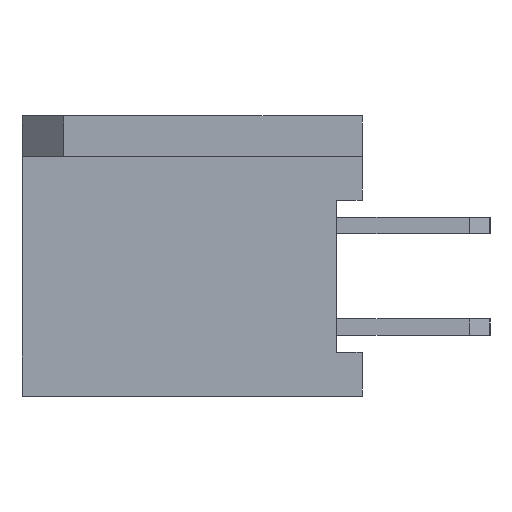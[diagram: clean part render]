
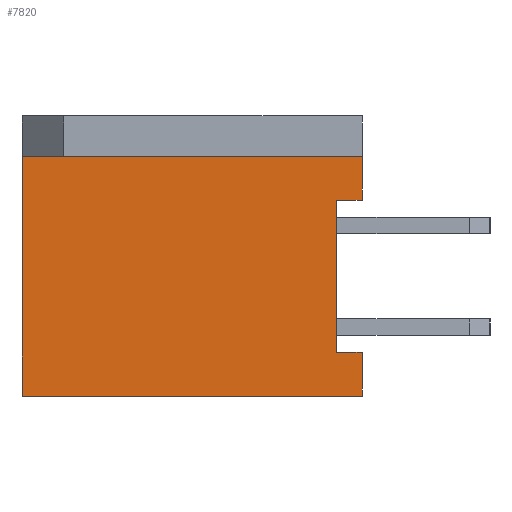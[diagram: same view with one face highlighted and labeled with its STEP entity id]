
A CAD part, left-side view. The second image highlights one B-rep face of the part: STEP entity #7820.
In plain terms, the highlighted planar face has unit normal (-1, 0, 0).
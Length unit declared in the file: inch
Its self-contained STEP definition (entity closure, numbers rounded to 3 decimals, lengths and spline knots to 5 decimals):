
#55 = VERTEX_POINT ( 'NONE', #2602 ) ;
#515 = CARTESIAN_POINT ( 'NONE',  ( -1.1, 0.025, 0.075 ) ) ;
#843 = VERTEX_POINT ( 'NONE', #9854 ) ;
#872 = ORIENTED_EDGE ( 'NONE', *, *, #1270, .F. ) ;
#1112 = LINE ( 'NONE', #11557, #11467 ) ;
#1124 = ORIENTED_EDGE ( 'NONE', *, *, #7054, .T. ) ;
#1173 = VECTOR ( 'NONE', #2924, 39.37008 ) ;
#1270 = EDGE_CURVE ( 'NONE', #55, #2509, #1112, .T. ) ;
#1347 = VECTOR ( 'NONE', #2370, 39.37008 ) ;
#2311 = LINE ( 'NONE', #11920, #4634 ) ;
#2370 = DIRECTION ( 'NONE',  ( 0., 0., 1. ) ) ;
#2381 = AXIS2_PLACEMENT_3D ( 'NONE', #7624, #9585, #4670 ) ;
#2509 = VERTEX_POINT ( 'NONE', #8328 ) ;
#2602 = CARTESIAN_POINT ( 'NONE',  ( -1.1, 0.335, 0.118 ) ) ;
#2734 = VERTEX_POINT ( 'NONE', #3144 ) ;
#2924 = DIRECTION ( 'NONE',  ( 0., 0., 1. ) ) ;
#2937 = DIRECTION ( 'NONE',  ( 0., -1., 0. ) ) ;
#2952 = PLANE ( 'NONE',  #2381 ) ;
#3041 = LINE ( 'NONE', #4819, #1173 ) ;
#3106 = LINE ( 'NONE', #9868, #1347 ) ;
#3144 = CARTESIAN_POINT ( 'NONE',  ( -1.1, 0., -0.075 ) ) ;
#3178 = DIRECTION ( 'NONE',  ( 0., 0., 1. ) ) ;
#3313 = ORIENTED_EDGE ( 'NONE', *, *, #10463, .T. ) ;
#3430 = CARTESIAN_POINT ( 'NONE',  ( -1.1, 0.335, 0.118 ) ) ;
#3552 = CARTESIAN_POINT ( 'NONE',  ( -1.1, 0.025, 0.075 ) ) ;
#3673 = DIRECTION ( 'NONE',  ( 0., -1., 0. ) ) ;
#4634 = VECTOR ( 'NONE', #3178, 39.37008 ) ;
#4670 = DIRECTION ( 'NONE',  ( 0., 0., -1. ) ) ;
#4785 = CARTESIAN_POINT ( 'NONE',  ( -1.1, 0., 0.075 ) ) ;
#4819 = CARTESIAN_POINT ( 'NONE',  ( -1.1, 0.025, -0.075 ) ) ;
#4851 = DIRECTION ( 'NONE',  ( 0., 1., 0. ) ) ;
#5205 = EDGE_CURVE ( 'NONE', #12142, #10573, #8233, .T. ) ;
#5454 = EDGE_CURVE ( 'NONE', #2734, #843, #7573, .T. ) ;
#5756 = ORIENTED_EDGE ( 'NONE', *, *, #5454, .T. ) ;
#5828 = ORIENTED_EDGE ( 'NONE', *, *, #5205, .T. ) ;
#6074 = CARTESIAN_POINT ( 'NONE',  ( -1.1, 0.335, -0.118 ) ) ;
#6212 = DIRECTION ( 'NONE',  ( 0., 0., 1. ) ) ;
#6274 = LINE ( 'NONE', #3430, #10044 ) ;
#6829 = EDGE_CURVE ( 'NONE', #843, #12142, #3041, .T. ) ;
#7054 = EDGE_CURVE ( 'NONE', #7145, #2734, #3106, .T. ) ;
#7145 = VERTEX_POINT ( 'NONE', #7515 ) ;
#7504 = CARTESIAN_POINT ( 'NONE',  ( -1.1, 0.335, -0.118 ) ) ;
#7515 = CARTESIAN_POINT ( 'NONE',  ( -1.1, 0., -0.118 ) ) ;
#7522 = ORIENTED_EDGE ( 'NONE', *, *, #8752, .F. ) ;
#7561 = FACE_OUTER_BOUND ( 'NONE', #8773, .T. ) ;
#7573 = LINE ( 'NONE', #11421, #11216 ) ;
#7624 = CARTESIAN_POINT ( 'NONE',  ( -1.1, 0.335, 0.118 ) ) ;
#7820 = ADVANCED_FACE ( 'NONE', ( #7561 ), #2952, .F. ) ;
#7963 = VECTOR ( 'NONE', #3673, 39.37008 ) ;
#8168 = ORIENTED_EDGE ( 'NONE', *, *, #9544, .T. ) ;
#8233 = LINE ( 'NONE', #3552, #7963 ) ;
#8328 = CARTESIAN_POINT ( 'NONE',  ( -1.1, 0., 0.118 ) ) ;
#8752 = EDGE_CURVE ( 'NONE', #10033, #55, #6274, .T. ) ;
#8773 = EDGE_LOOP ( 'NONE', ( #10427, #5828, #3313, #872, #7522, #8168, #1124, #5756 ) ) ;
#9103 = LINE ( 'NONE', #6074, #9644 ) ;
#9544 = EDGE_CURVE ( 'NONE', #10033, #7145, #9103, .T. ) ;
#9585 = DIRECTION ( 'NONE',  ( 1., 0., 0. ) ) ;
#9644 = VECTOR ( 'NONE', #11793, 39.37008 ) ;
#9854 = CARTESIAN_POINT ( 'NONE',  ( -1.1, 0.025, -0.075 ) ) ;
#9868 = CARTESIAN_POINT ( 'NONE',  ( -1.1, 0., 0.118 ) ) ;
#10033 = VERTEX_POINT ( 'NONE', #7504 ) ;
#10044 = VECTOR ( 'NONE', #6212, 39.37008 ) ;
#10427 = ORIENTED_EDGE ( 'NONE', *, *, #6829, .T. ) ;
#10463 = EDGE_CURVE ( 'NONE', #10573, #2509, #2311, .T. ) ;
#10573 = VERTEX_POINT ( 'NONE', #4785 ) ;
#11216 = VECTOR ( 'NONE', #4851, 39.37008 ) ;
#11421 = CARTESIAN_POINT ( 'NONE',  ( -1.1, 0.025, -0.075 ) ) ;
#11467 = VECTOR ( 'NONE', #2937, 39.37008 ) ;
#11557 = CARTESIAN_POINT ( 'NONE',  ( -1.1, 0.335, 0.118 ) ) ;
#11793 = DIRECTION ( 'NONE',  ( 0., -1., 0. ) ) ;
#11920 = CARTESIAN_POINT ( 'NONE',  ( -1.1, 0., 0.118 ) ) ;
#12142 = VERTEX_POINT ( 'NONE', #515 ) ;
